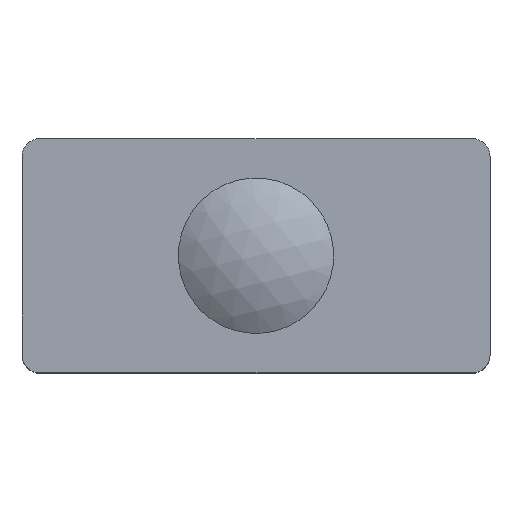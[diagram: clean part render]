
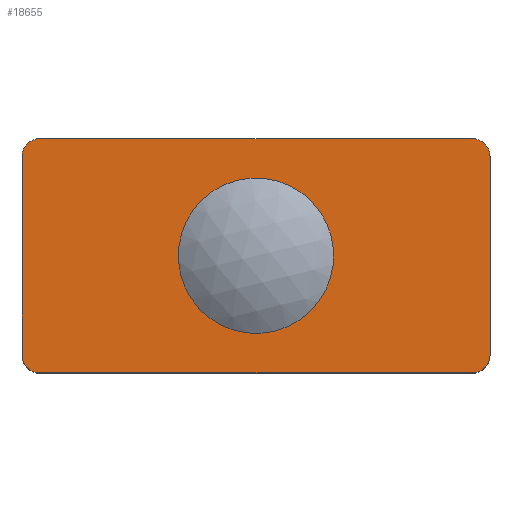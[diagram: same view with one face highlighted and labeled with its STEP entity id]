
A CAD part, top view. The second image highlights one B-rep face of the part: STEP entity #18655.
In plain terms, the highlighted planar face has unit normal (0, 0, 1).
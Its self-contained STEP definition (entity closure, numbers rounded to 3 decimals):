
#4 = CIRCLE ( 'NONE', #24408, 6.25 ) ;
#438 = PLANE ( 'NONE',  #3954 ) ;
#1184 = VERTEX_POINT ( 'NONE', #19383 ) ;
#1565 = AXIS2_PLACEMENT_3D ( 'NONE', #9180, #26085, #21534 ) ;
#1662 = EDGE_LOOP ( 'NONE', ( #7093, #24435, #4274, #14365, #30705, #30395, #30700, #25341 ) ) ;
#1849 = LINE ( 'NONE', #6239, #30650 ) ;
#1863 = CARTESIAN_POINT ( 'NONE',  ( 20., 10., 0. ) ) ;
#2333 = CARTESIAN_POINT ( 'NONE',  ( -18.5, 10., 0. ) ) ;
#3302 = ORIENTED_EDGE ( 'NONE', *, *, #30484, .F. ) ;
#3902 = DIRECTION ( 'NONE',  ( -1., 0., 0. ) ) ;
#3954 = AXIS2_PLACEMENT_3D ( 'NONE', #13462, #20222, #5753 ) ;
#4042 = DIRECTION ( 'NONE',  ( 0., 0., 1. ) ) ;
#4274 = ORIENTED_EDGE ( 'NONE', *, *, #7199, .T. ) ;
#4323 = CIRCLE ( 'NONE', #28387, 1.5 ) ;
#4360 = CARTESIAN_POINT ( 'NONE',  ( 6.25, 0., 0. ) ) ;
#5375 = DIRECTION ( 'NONE',  ( 1., 0., 0. ) ) ;
#5581 = DIRECTION ( 'NONE',  ( 0., 0., 1. ) ) ;
#5753 = DIRECTION ( 'NONE',  ( 1., 0., 0. ) ) ;
#6239 = CARTESIAN_POINT ( 'NONE',  ( -20., 10., 0. ) ) ;
#6392 = EDGE_CURVE ( 'NONE', #7176, #12560, #29712, .T. ) ;
#6595 = DIRECTION ( 'NONE',  ( 1., 0., 0. ) ) ;
#6602 = VECTOR ( 'NONE', #21126, 1000. ) ;
#6666 = VERTEX_POINT ( 'NONE', #11322 ) ;
#6678 = EDGE_CURVE ( 'NONE', #1184, #6666, #17185, .T. ) ;
#6918 = DIRECTION ( 'NONE',  ( 1., 0., 0. ) ) ;
#7093 = ORIENTED_EDGE ( 'NONE', *, *, #30119, .T. ) ;
#7176 = VERTEX_POINT ( 'NONE', #2333 ) ;
#7199 = EDGE_CURVE ( 'NONE', #21321, #13630, #16027, .T. ) ;
#8238 = CARTESIAN_POINT ( 'NONE',  ( -20., 8.5, 0. ) ) ;
#9180 = CARTESIAN_POINT ( 'NONE',  ( -18.5, -8.5, 0. ) ) ;
#9244 = CARTESIAN_POINT ( 'NONE',  ( -18.5, 8.5, 0. ) ) ;
#9894 = FACE_BOUND ( 'NONE', #23520, .T. ) ;
#11322 = CARTESIAN_POINT ( 'NONE',  ( 20., 8.5, 0. ) ) ;
#11677 = DIRECTION ( 'NONE',  ( 0., 0., 1. ) ) ;
#12179 = FACE_OUTER_BOUND ( 'NONE', #1662, .T. ) ;
#12560 = VERTEX_POINT ( 'NONE', #8238 ) ;
#12903 = CARTESIAN_POINT ( 'NONE',  ( 18.5, 8.5, 0. ) ) ;
#13462 = CARTESIAN_POINT ( 'NONE',  ( 0., 0., 0. ) ) ;
#13630 = VERTEX_POINT ( 'NONE', #30155 ) ;
#13859 = CARTESIAN_POINT ( 'NONE',  ( 0., 0., 0. ) ) ;
#14365 = ORIENTED_EDGE ( 'NONE', *, *, #23950, .T. ) ;
#14398 = DIRECTION ( 'NONE',  ( 1., 0., 0. ) ) ;
#14926 = DIRECTION ( 'NONE',  ( 0., -1., 0. ) ) ;
#15275 = VECTOR ( 'NONE', #14398, 1000. ) ;
#16027 = LINE ( 'NONE', #16602, #15275 ) ;
#16281 = DIRECTION ( 'NONE',  ( 0., 0., 1. ) ) ;
#16602 = CARTESIAN_POINT ( 'NONE',  ( -20., -10., 0. ) ) ;
#16732 = AXIS2_PLACEMENT_3D ( 'NONE', #9244, #11677, #6918 ) ;
#16927 = CARTESIAN_POINT ( 'NONE',  ( 18.5, 10., 0. ) ) ;
#17185 = LINE ( 'NONE', #1863, #6602 ) ;
#18634 = CARTESIAN_POINT ( 'NONE',  ( 18.5, -8.5, 0. ) ) ;
#18655 = ADVANCED_FACE ( 'NONE', ( #9894, #12179 ), #438, .T. ) ;
#19383 = CARTESIAN_POINT ( 'NONE',  ( 20., -8.5, 0. ) ) ;
#20222 = DIRECTION ( 'NONE',  ( 0., 0., 1. ) ) ;
#20611 = VERTEX_POINT ( 'NONE', #16927 ) ;
#20624 = VERTEX_POINT ( 'NONE', #21386 ) ;
#21126 = DIRECTION ( 'NONE',  ( 0., 1., 0. ) ) ;
#21321 = VERTEX_POINT ( 'NONE', #26830 ) ;
#21386 = CARTESIAN_POINT ( 'NONE',  ( -20., -8.5, 0. ) ) ;
#21534 = DIRECTION ( 'NONE',  ( 1., 0., 0. ) ) ;
#21546 = VERTEX_POINT ( 'NONE', #4360 ) ;
#22158 = EDGE_CURVE ( 'NONE', #20611, #7176, #1849, .T. ) ;
#23093 = LINE ( 'NONE', #26896, #24258 ) ;
#23520 = EDGE_LOOP ( 'NONE', ( #3302 ) ) ;
#23588 = EDGE_CURVE ( 'NONE', #20624, #21321, #25302, .T. ) ;
#23950 = EDGE_CURVE ( 'NONE', #13630, #1184, #31323, .T. ) ;
#24258 = VECTOR ( 'NONE', #14926, 1000. ) ;
#24408 = AXIS2_PLACEMENT_3D ( 'NONE', #13859, #16281, #30987 ) ;
#24435 = ORIENTED_EDGE ( 'NONE', *, *, #23588, .T. ) ;
#25302 = CIRCLE ( 'NONE', #1565, 1.5 ) ;
#25341 = ORIENTED_EDGE ( 'NONE', *, *, #6392, .T. ) ;
#26085 = DIRECTION ( 'NONE',  ( 0., 0., 1. ) ) ;
#26422 = EDGE_CURVE ( 'NONE', #6666, #20611, #4323, .T. ) ;
#26830 = CARTESIAN_POINT ( 'NONE',  ( -18.5, -10., 0. ) ) ;
#26896 = CARTESIAN_POINT ( 'NONE',  ( -20., 10., 0. ) ) ;
#27155 = AXIS2_PLACEMENT_3D ( 'NONE', #18634, #4042, #6595 ) ;
#28387 = AXIS2_PLACEMENT_3D ( 'NONE', #12903, #5581, #5375 ) ;
#29712 = CIRCLE ( 'NONE', #16732, 1.5 ) ;
#30119 = EDGE_CURVE ( 'NONE', #12560, #20624, #23093, .T. ) ;
#30155 = CARTESIAN_POINT ( 'NONE',  ( 18.5, -10., 0. ) ) ;
#30395 = ORIENTED_EDGE ( 'NONE', *, *, #26422, .T. ) ;
#30484 = EDGE_CURVE ( 'NONE', #21546, #21546, #4, .T. ) ;
#30650 = VECTOR ( 'NONE', #3902, 1000. ) ;
#30700 = ORIENTED_EDGE ( 'NONE', *, *, #22158, .T. ) ;
#30705 = ORIENTED_EDGE ( 'NONE', *, *, #6678, .T. ) ;
#30987 = DIRECTION ( 'NONE',  ( 1., 0., 0. ) ) ;
#31323 = CIRCLE ( 'NONE', #27155, 1.5 ) ;
